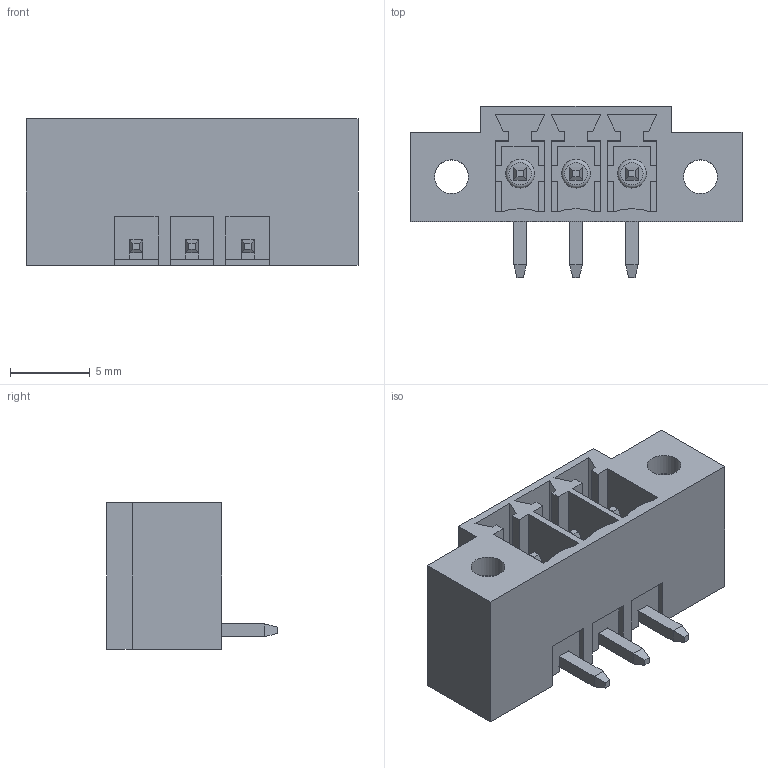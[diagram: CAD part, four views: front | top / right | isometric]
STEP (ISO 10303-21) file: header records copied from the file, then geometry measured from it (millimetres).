
FILE_DESCRIPTION( ( 'Unknown' ), '1' );
FILE_NAME( '691325110003.stp', 'Unknown', ( 'Unknown' ), ( 'Unknown' ), 'PSStep 14.0', 'Unknown', ' ' );
FILE_SCHEMA( ( 'AUTOMOTIVE_DESIGN { 1 0 10303 214 1 1 1 1 }' ) );
Length unit declared in the file: millimetre
Products named in the file (4): Assem1; 6913251100xx_INSERT; 691325110003; 6913251100xx_PIN
Assembly tree (6 placements, depth 2):
  Assem1
    6913251100xx_INSERT  x2
    691325110003
    6913251100xx_PIN  x3
Bounding box: 20.8 x 10.7 x 9.2 mm (x, y, z)
Volume: 748.1 mm3; surface area: 1934.8 mm2
Topology: 6 solids, 6 shells, 222 faces, 584 edges, 379 vertices
Faces by surface type: plane 202, cylinder 13, torus 7
Full cylindrical faces by diameter (mm): 1.8 x3, 2.121 x4
Entity records: 7153 total; most frequent: CARTESIAN_POINT 1217, ORIENTED_EDGE 936, DIRECTION 849, EDGE_CURVE 468, LINE 431, VECTOR 431, VERTEX_POINT 313, AXIS2_PLACEMENT_3D 209
